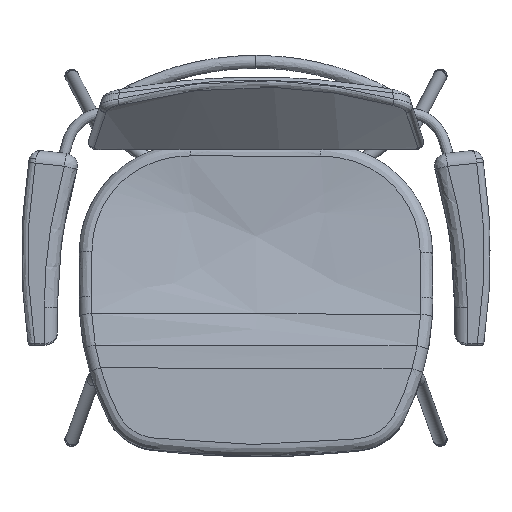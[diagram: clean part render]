
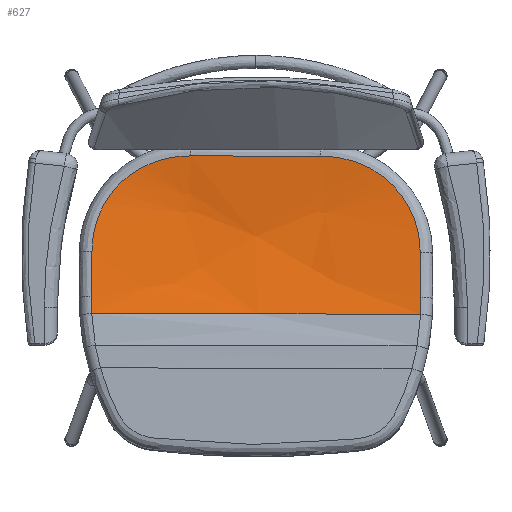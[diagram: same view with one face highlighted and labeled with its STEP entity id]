
A CAD part, top view. The second image highlights one B-rep face of the part: STEP entity #627.
In plain terms, the highlighted free-form (B-spline) face has degree [3, 2] with [5, 3] control points.
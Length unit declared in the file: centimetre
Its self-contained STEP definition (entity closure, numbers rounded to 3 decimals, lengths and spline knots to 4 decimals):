
#191=B_SPLINE_CURVE_WITH_KNOTS('',3,(#13300,#13301,#13302,#13303),
 .UNSPECIFIED.,.F.,.F.,(4,4),(-25.4982,1.2914),
 .UNSPECIFIED.);
#195=B_SPLINE_CURVE_WITH_KNOTS('',3,(#13346,#13347,#13348,#13349),
 .UNSPECIFIED.,.F.,.F.,(4,4),(-26.3957,0.657),
 .UNSPECIFIED.);
#209=B_SPLINE_CURVE_WITH_KNOTS('',3,(#13488,#13489,#13490,#13491,#13492),
 .UNSPECIFIED.,.F.,.F.,(4,1,4),(-466.5352,-243.9675,-23.3153),
 .UNSPECIFIED.);
#627=ADVANCED_FACE('',(#842),#3090,.T.);
#842=FACE_OUTER_BOUND('',#1057,.T.);
#1057=EDGE_LOOP('',(#1804,#1805,#1806,#1807,#1808,#1809,#1810,#1811));
#1804=ORIENTED_EDGE('',*,*,#2328,.T.);
#1805=ORIENTED_EDGE('',*,*,#2325,.F.);
#1806=ORIENTED_EDGE('',*,*,#2351,.F.);
#1807=ORIENTED_EDGE('',*,*,#2321,.F.);
#1808=ORIENTED_EDGE('',*,*,#2318,.F.);
#1809=ORIENTED_EDGE('',*,*,#2315,.F.);
#1810=ORIENTED_EDGE('',*,*,#2312,.F.);
#1811=ORIENTED_EDGE('',*,*,#2309,.F.);
#2309=EDGE_CURVE('',#2911,#2912,#2609,.T.);
#2312=EDGE_CURVE('',#2912,#2914,#2612,.T.);
#2315=EDGE_CURVE('',#2914,#2916,#2615,.T.);
#2318=EDGE_CURVE('',#2916,#2918,#2618,.T.);
#2321=EDGE_CURVE('',#2918,#2897,#191,.T.);
#2325=EDGE_CURVE('',#2904,#2920,#195,.T.);
#2328=EDGE_CURVE('',#2911,#2920,#2622,.T.);
#2351=EDGE_CURVE('',#2897,#2904,#209,.T.);
#2609=(
BOUNDED_CURVE()
B_SPLINE_CURVE(3,(#13216,#13217,#13218,#13219,#13220,#13221,#13222,#13223,
#13224,#13225,#13226,#13227,#13228,#13229,#13230,#13231),.UNSPECIFIED.,
 .F.,.F.)
B_SPLINE_CURVE_WITH_KNOTS((4,1,1,1,1,1,1,1,1,1,1,1,1,4),(-240.3897,
-226.8598,-213.087,-185.2485,-156.9129,
-142.5865,-128.3141,-113.9639,-99.45,
-84.9874,-70.6135,-53.4062,-27.3677,
-0.1303),.UNSPECIFIED.)
CURVE()
GEOMETRIC_REPRESENTATION_ITEM()
RATIONAL_B_SPLINE_CURVE((1.,1.,1.,1.,1.,1.,1.,
1.,1.,1.,1.,1.,
1.,1.,1.,1.))
REPRESENTATION_ITEM('')
);
#2612=(
BOUNDED_CURVE()
B_SPLINE_CURVE(3,(#13242,#13243,#13244,#13245,#13246,#13247,#13248),
 .UNSPECIFIED.,.F.,.F.)
B_SPLINE_CURVE_WITH_KNOTS((4,1,1,1,4),(-199.5325,-150.3303,
-99.7024,-49.0741,0.1484),.UNSPECIFIED.)
CURVE()
GEOMETRIC_REPRESENTATION_ITEM()
RATIONAL_B_SPLINE_CURVE((1.,1.,1.,1.,1.,1.,
1.))
REPRESENTATION_ITEM('')
);
#2615=(
BOUNDED_CURVE()
B_SPLINE_CURVE(3,(#13266,#13267,#13268,#13269,#13270,#13271,#13272,#13273,
#13274,#13275,#13276,#13277,#13278,#13279),.UNSPECIFIED.,.F.,.F.)
B_SPLINE_CURVE_WITH_KNOTS((4,1,1,1,1,1,1,1,1,1,1,4),(-241.7253,
-214.3434,-186.1181,-171.7962,-157.3671,
-142.8642,-128.4452,-99.6693,-80.9262,-55.9998,
-28.0362,-0.5278),.UNSPECIFIED.)
CURVE()
GEOMETRIC_REPRESENTATION_ITEM()
RATIONAL_B_SPLINE_CURVE((1.,1.,1.,1.,1.,1.,
1.,1.,1.,1.,1.,1.,1.,1.))
REPRESENTATION_ITEM('')
);
#2618=(
BOUNDED_CURVE()
B_SPLINE_CURVE(3,(#13288,#13289,#13290,#13291,#13292),.UNSPECIFIED.,.F.,
 .F.)
B_SPLINE_CURVE_WITH_KNOTS((4,1,4),(-71.1771,-35.8763,
-0.617),.UNSPECIFIED.)
CURVE()
GEOMETRIC_REPRESENTATION_ITEM()
RATIONAL_B_SPLINE_CURVE((1.,1.,1.,1.,1.))
REPRESENTATION_ITEM('')
);
#2622=(
BOUNDED_CURVE()
B_SPLINE_CURVE(3,(#13358,#13359,#13360,#13361,#13362),.UNSPECIFIED.,.F.,
 .F.)
B_SPLINE_CURVE_WITH_KNOTS((4,1,4),(-0.5468,34.7888,
70.0242),.UNSPECIFIED.)
CURVE()
GEOMETRIC_REPRESENTATION_ITEM()
RATIONAL_B_SPLINE_CURVE((1.,1.,1.,1.,1.))
REPRESENTATION_ITEM('')
);
#2897=VERTEX_POINT('',#12379);
#2904=VERTEX_POINT('',#12386);
#2911=VERTEX_POINT('',#12393);
#2912=VERTEX_POINT('',#12394);
#2914=VERTEX_POINT('',#12396);
#2916=VERTEX_POINT('',#12398);
#2918=VERTEX_POINT('',#12400);
#2920=VERTEX_POINT('',#12402);
#3090=(
BOUNDED_SURFACE()
B_SPLINE_SURFACE(3,2,((#12327,#12328,#12329),(#12330,#12331,#12332),(#12333,
#12334,#12335),(#12336,#12337,#12338),(#12339,#12340,#12341)),
 .UNSPECIFIED.,.F.,.F.,.F.)
B_SPLINE_SURFACE_WITH_KNOTS((4,1,4),(3,3),(0.,243.9675,487.935),
(734.6714,977.0487),.UNSPECIFIED.)
GEOMETRIC_REPRESENTATION_ITEM()
RATIONAL_B_SPLINE_SURFACE(((1.,1.,1.),(1.,0.973,1.),(1.,0.948,
1.),(1.,0.975,1.),(1.,1.,1.)))
REPRESENTATION_ITEM('')
SURFACE()
);
#12327=CARTESIAN_POINT('',(-27.7441,21.9805,0.2743));
#12328=CARTESIAN_POINT('',(-27.7765,35.6014,-1.7502));
#12329=CARTESIAN_POINT('',(-27.8088,49.2224,-3.7746));
#12330=CARTESIAN_POINT('',(-18.9846,21.9754,-0.3656));
#12331=CARTESIAN_POINT('',(-19.5454,35.3576,-4.6011));
#12332=CARTESIAN_POINT('',(-19.049,49.2531,-3.3634));
#12333=CARTESIAN_POINT('',(0.436,21.9441,-0.9398));
#12334=CARTESIAN_POINT('',(0.4277,35.0977,-7.3099));
#12335=CARTESIAN_POINT('',(0.3718,49.2542,-2.9891));
#12336=CARTESIAN_POINT('',(18.0826,21.8886,-0.2967));
#12337=CARTESIAN_POINT('',(18.5069,35.291,-4.3237));
#12338=CARTESIAN_POINT('',(18.0182,49.163,-3.3902));
#12339=CARTESIAN_POINT('',(27.7298,21.8527,0.2898));
#12340=CARTESIAN_POINT('',(27.6975,35.4737,-1.7346));
#12341=CARTESIAN_POINT('',(27.6652,49.0946,-3.759));
#12379=CARTESIAN_POINT('',(25.2094,21.862,0.1416));
#12386=CARTESIAN_POINT('',(-25.208,21.9788,0.1004));
#12393=CARTESIAN_POINT('',(-25.1719,31.5299,-1.576));
#12394=CARTESIAN_POINT('',(-10.0428,46.1412,-3.6374));
#12396=CARTESIAN_POINT('',(9.8924,46.1123,-3.6171));
#12398=CARTESIAN_POINT('',(25.144,31.4029,-1.4899));
#12400=CARTESIAN_POINT('',(25.2359,24.482,-0.3324));
#12402=CARTESIAN_POINT('',(-25.2403,24.619,-0.3943));
#13216=CARTESIAN_POINT('',(-25.1719,31.5299,-1.576));
#13217=CARTESIAN_POINT('',(-25.1714,31.9724,-1.6448));
#13218=CARTESIAN_POINT('',(-25.1313,32.8651,-1.7874));
#13219=CARTESIAN_POINT('',(-24.8924,34.6504,-2.0862));
#13220=CARTESIAN_POINT('',(-24.2863,36.8494,-2.4779));
#13221=CARTESIAN_POINT('',(-23.2788,38.8996,-2.8455));
#13222=CARTESIAN_POINT('',(-22.2392,40.4117,-3.0967));
#13223=CARTESIAN_POINT('',(-21.3471,41.4703,-3.2581));
#13224=CARTESIAN_POINT('',(-20.35,42.4422,-3.3886));
#13225=CARTESIAN_POINT('',(-19.2548,43.3177,-3.487));
#13226=CARTESIAN_POINT('',(-18.0747,44.0854,-3.5546));
#13227=CARTESIAN_POINT('',(-16.7436,44.7801,-3.5981));
#13228=CARTESIAN_POINT('',(-14.9874,45.4768,-3.6228));
#13229=CARTESIAN_POINT('',(-12.7213,46.0281,-3.6241));
#13230=CARTESIAN_POINT('',(-10.9493,46.1539,-3.6283));
#13231=CARTESIAN_POINT('',(-10.0428,46.1412,-3.6374));
#13242=CARTESIAN_POINT('',(-10.0428,46.1412,-3.6374));
#13243=CARTESIAN_POINT('',(-8.4054,46.1184,-3.6535));
#13244=CARTESIAN_POINT('',(-5.0832,46.0828,-3.6784));
#13245=CARTESIAN_POINT('',(-0.0765,46.0598,-3.6881));
#13246=CARTESIAN_POINT('',(4.9308,46.0678,-3.6679));
#13247=CARTESIAN_POINT('',(8.2539,46.0941,-3.6361));
#13248=CARTESIAN_POINT('',(9.8924,46.1123,-3.6171));
#13266=CARTESIAN_POINT('',(9.8924,46.1123,-3.6171));
#13267=CARTESIAN_POINT('',(10.8038,46.1224,-3.6064));
#13268=CARTESIAN_POINT('',(12.6527,45.9849,-3.5976));
#13269=CARTESIAN_POINT('',(14.8955,45.4147,-3.5859));
#13270=CARTESIAN_POINT('',(16.6262,44.7133,-3.5485));
#13271=CARTESIAN_POINT('',(17.8797,44.0637,-3.4996));
#13272=CARTESIAN_POINT('',(19.0644,43.2992,-3.4241));
#13273=CARTESIAN_POINT('',(20.5325,42.139,-3.2846));
#13274=CARTESIAN_POINT('',(21.9132,40.6789,-3.0675));
#13275=CARTESIAN_POINT('',(23.2327,38.7409,-2.7397));
#13276=CARTESIAN_POINT('',(24.2483,36.6471,-2.3671));
#13277=CARTESIAN_POINT('',(24.9656,34.1185,-1.9232));
#13278=CARTESIAN_POINT('',(25.1389,32.3039,-1.6289));
#13279=CARTESIAN_POINT('',(25.144,31.4029,-1.4899));
#13288=CARTESIAN_POINT('',(25.144,31.4029,-1.4899));
#13289=CARTESIAN_POINT('',(25.1505,30.2468,-1.3114));
#13290=CARTESIAN_POINT('',(25.1724,27.9381,-0.9392));
#13291=CARTESIAN_POINT('',(25.2119,25.6331,-0.5386));
#13292=CARTESIAN_POINT('',(25.2359,24.482,-0.3324));
#13300=CARTESIAN_POINT('',(25.2359,24.482,-0.3324));
#13301=CARTESIAN_POINT('',(25.2542,23.6074,-0.1758));
#13302=CARTESIAN_POINT('',(25.2454,22.7331,-0.0185));
#13303=CARTESIAN_POINT('',(25.2094,21.862,0.1416));
#13346=CARTESIAN_POINT('',(-25.208,21.9788,0.1004));
#13347=CARTESIAN_POINT('',(-25.246,22.8563,-0.0669));
#13348=CARTESIAN_POINT('',(-25.2567,23.7374,-0.231));
#13349=CARTESIAN_POINT('',(-25.2403,24.619,-0.3943));
#13358=CARTESIAN_POINT('',(-25.1719,31.5299,-1.576));
#13359=CARTESIAN_POINT('',(-25.1734,30.3741,-1.3962));
#13360=CARTESIAN_POINT('',(-25.1862,28.0685,-1.0186));
#13361=CARTESIAN_POINT('',(-25.2189,25.7672,-0.6069));
#13362=CARTESIAN_POINT('',(-25.2403,24.619,-0.3943));
#13488=CARTESIAN_POINT('',(25.2094,21.862,0.1416));
#13489=CARTESIAN_POINT('',(16.5313,21.8934,-0.3507));
#13490=CARTESIAN_POINT('',(0.4312,21.9429,-0.8864));
#13491=CARTESIAN_POINT('',(-17.1327,21.9723,-0.4177));
#13492=CARTESIAN_POINT('',(-25.208,21.9788,0.1004));
